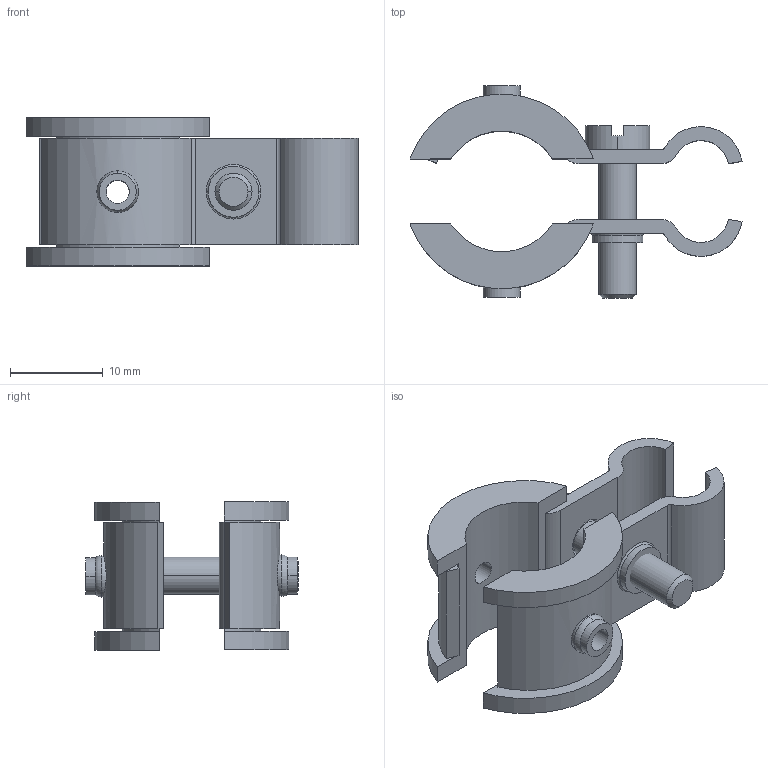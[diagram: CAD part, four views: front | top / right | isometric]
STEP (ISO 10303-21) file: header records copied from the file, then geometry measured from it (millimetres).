
FILE_DESCRIPTION (( 'STEP AP214' ), '1' );
FILE_NAME ('2307622.stp', '2022-02-18T07:26:10', ( '' ), ( '' ), 'SwSTEP 2.0', 'SolidWorks 2020', '' );
FILE_SCHEMA (( 'AUTOMOTIVE_DESIGN' ));
Length unit declared in the file: millimetre
Products named in the file (1): 2307622
Bounding box: 35.84 x 22.91 x 16.06 mm (x, y, z)
Volume: 2615.6 mm3; surface area: 4325.5 mm2
Topology: 5 solids, 5 shells, 98 faces, 242 edges, 158 vertices
Faces by surface type: cylinder 52, plane 34, torus 10, cone 2
Entity records: 5830 total; most frequent: CARTESIAN_POINT 3259, DIRECTION 540, ORIENTED_EDGE 484, EDGE_CURVE 242, AXIS2_PLACEMENT_3D 215, VERTEX_POINT 158, CIRCLE 116, EDGE_LOOP 114
